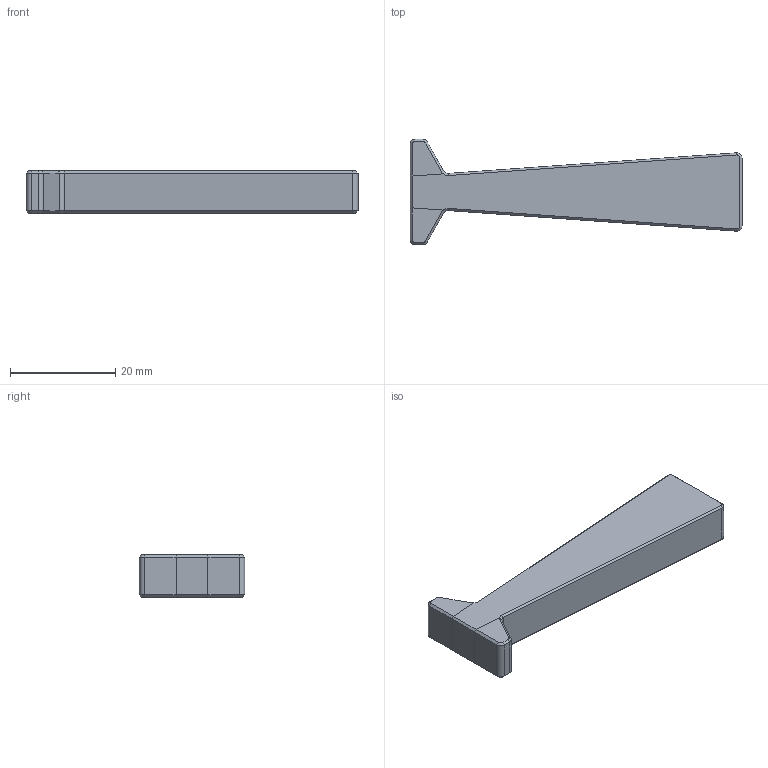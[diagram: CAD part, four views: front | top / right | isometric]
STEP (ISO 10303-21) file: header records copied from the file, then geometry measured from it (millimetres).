
FILE_DESCRIPTION(('FreeCAD Model'),'2;1');
FILE_NAME('Open CASCADE Shape Model','2025-01-03T11:05:59',(''),(''), 'Open CASCADE STEP processor 7.7','FreeCAD','Unknown');
FILE_SCHEMA(('AUTOMOTIVE_DESIGN { 1 0 10303 214 1 1 1 1 }'));
Length unit declared in the file: millimetre
Products named in the file (1): Body001
Bounding box: 63 x 20 x 8 mm (x, y, z)
Volume: 3552.4 mm3; surface area: 4104.6 mm2
Topology: 1 solids, 1 shells, 89 faces, 210 edges, 124 vertices
Faces by surface type: plane 57, cone 16, cylinder 8, bspline 8
Entity records: 2536 total; most frequent: CARTESIAN_POINT 536, ORIENTED_EDGE 420, DIRECTION 382, EDGE_CURVE 210, LINE 154, VECTOR 154, VERTEX_POINT 124, AXIS2_PLACEMENT_3D 114
